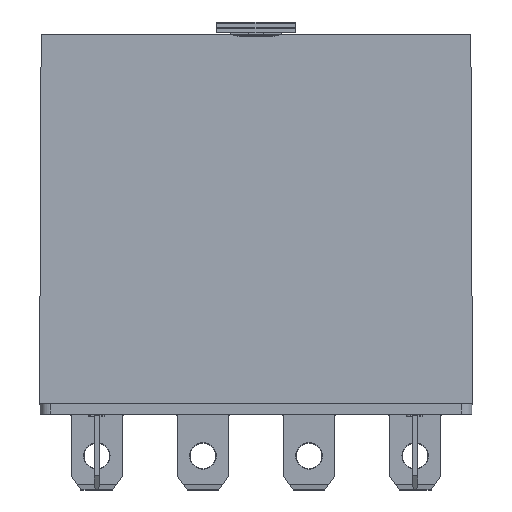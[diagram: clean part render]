
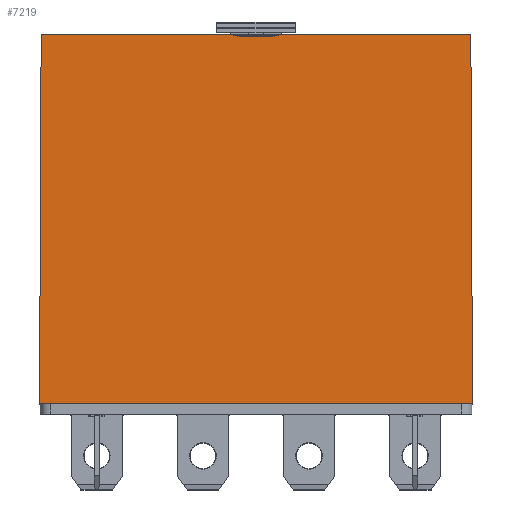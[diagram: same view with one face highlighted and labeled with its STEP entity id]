
A CAD part, top view. The second image highlights one B-rep face of the part: STEP entity #7219.
In plain terms, the highlighted planar face has unit normal (0, 0.004, 1).
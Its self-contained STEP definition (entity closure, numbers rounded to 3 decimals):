
#7219=ADVANCED_FACE('',(#18262),#18264,.T.);
#18262=FACE_BOUND('',#18263,.T.);
#18263=EDGE_LOOP('',(#24061,#24062,#24063,#24064,#24065,#24066,#24067,#24068));
#18264=PLANE('',#18265);
#18265=AXIS2_PLACEMENT_3D('',#18266,#18267,#18268);
#18266=CARTESIAN_POINT('',(-20.4,0.,13.5));
#18267=DIRECTION('',(0.,0.004,1.));
#18268=DIRECTION('',(0.,-1.,0.004));
#24061=ORIENTED_EDGE('',*,*,#27407,.F.);
#24062=ORIENTED_EDGE('',*,*,#27408,.F.);
#24063=ORIENTED_EDGE('',*,*,#27409,.T.);
#24064=ORIENTED_EDGE('',*,*,#27410,.T.);
#24065=ORIENTED_EDGE('',*,*,#27411,.F.);
#24066=ORIENTED_EDGE('',*,*,#27412,.F.);
#24067=ORIENTED_EDGE('',*,*,#27413,.F.);
#24068=ORIENTED_EDGE('',*,*,#27414,.F.);
#27407=EDGE_CURVE('',#31320,#31321,#31322,.T.);
#27408=EDGE_CURVE('',#31323,#31320,#31324,.T.);
#27409=EDGE_CURVE('',#31323,#31325,#31326,.T.);
#27410=EDGE_CURVE('',#31325,#31327,#31328,.T.);
#27411=EDGE_CURVE('',#31329,#31327,#31330,.T.);
#27412=EDGE_CURVE('',#31331,#31329,#31332,.T.);
#27413=EDGE_CURVE('',#31333,#31331,#31334,.T.);
#27414=EDGE_CURVE('',#31321,#31333,#31335,.T.);
#31320=VERTEX_POINT('',#44727);
#31321=VERTEX_POINT('',#44728);
#31322=LINE('',#44729,#44730);
#31323=VERTEX_POINT('',#44732);
#31324=LINE('',#44733,#44734);
#31325=VERTEX_POINT('',#44736);
#31326=LINE('',#44737,#44738);
#31327=VERTEX_POINT('',#44740);
#31328=LINE('',#44741,#44742);
#31329=VERTEX_POINT('',#44744);
#31330=LINE('',#44745,#44746);
#31331=VERTEX_POINT('',#44748);
#31332=LINE('',#44749,#44750);
#31333=VERTEX_POINT('',#44752);
#31334=LINE('',#44753,#44754);
#31335=LINE('',#44756,#44757);
#44727=CARTESIAN_POINT('',(-2.5,34.8,13.348));
#44728=CARTESIAN_POINT('',(-1.5,34.6,13.349));
#44729=CARTESIAN_POINT('',(-2.5,34.8,13.348));
#44730=VECTOR('',#44731,1.);
#44731=DIRECTION('',(0.981,-0.196,0.001));
#44732=CARTESIAN_POINT('',(-20.248,34.8,13.348));
#44733=CARTESIAN_POINT('',(-20.248,34.8,13.348));
#44734=VECTOR('',#44735,1.);
#44735=DIRECTION('',(1.,0.,0.));
#44736=CARTESIAN_POINT('',(-20.4,0.,13.5));
#44737=CARTESIAN_POINT('',(-20.248,34.8,13.348));
#44738=VECTOR('',#44739,1.);
#44739=DIRECTION('',(-0.004,-1.,0.004));
#44740=CARTESIAN_POINT('',(20.4,0.,13.5));
#44741=CARTESIAN_POINT('',(-20.4,0.,13.5));
#44742=VECTOR('',#44743,1.);
#44743=DIRECTION('',(1.,0.,0.));
#44744=CARTESIAN_POINT('',(20.248,34.8,13.348));
#44745=CARTESIAN_POINT('',(20.248,34.8,13.348));
#44746=VECTOR('',#44747,1.);
#44747=DIRECTION('',(0.004,-1.,0.004));
#44748=CARTESIAN_POINT('',(2.5,34.8,13.348));
#44749=CARTESIAN_POINT('',(2.5,34.8,13.348));
#44750=VECTOR('',#44751,1.);
#44751=DIRECTION('',(1.,0.,0.));
#44752=CARTESIAN_POINT('',(1.5,34.6,13.349));
#44753=CARTESIAN_POINT('',(1.5,34.6,13.349));
#44754=VECTOR('',#44755,1.);
#44755=DIRECTION('',(0.981,0.196,-0.001));
#44756=CARTESIAN_POINT('',(-1.5,34.6,13.349));
#44757=VECTOR('',#44758,1.);
#44758=DIRECTION('',(1.,0.,0.));
